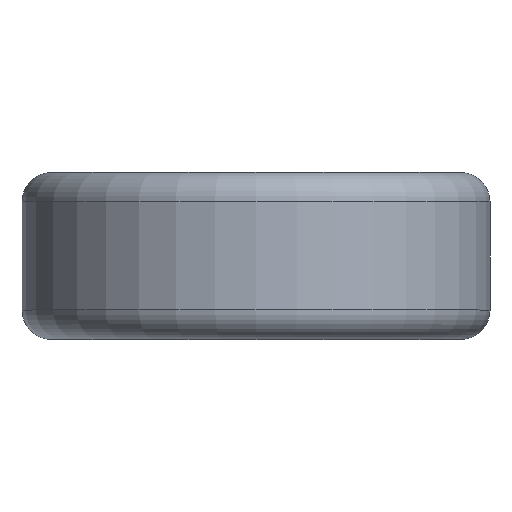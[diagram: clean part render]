
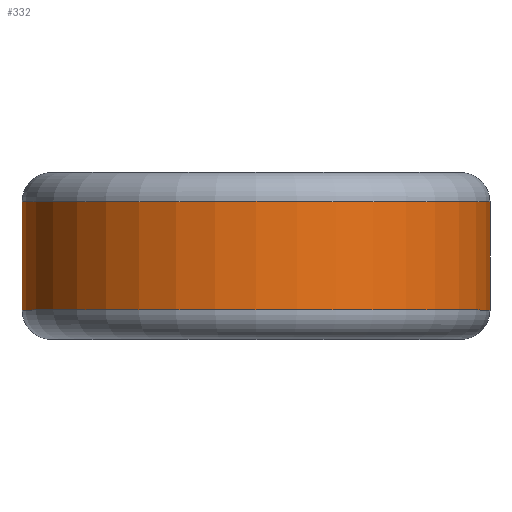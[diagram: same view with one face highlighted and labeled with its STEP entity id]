
A CAD part, top view. The second image highlights one B-rep face of the part: STEP entity #332.
In plain terms, the highlighted cylindrical face has radius 8 mm (diameter 16 mm), a full revolution.
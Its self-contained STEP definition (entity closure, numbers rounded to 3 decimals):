
#53=LINE('',#544,#60);
#60=VECTOR('',#437,8.);
#67=CYLINDRICAL_SURFACE('',#377,8.);
#79=FACE_OUTER_BOUND('',#102,.T.);
#102=EDGE_LOOP('',(#235,#236,#237,#238,#239));
#128=CIRCLE('',#376,8.);
#129=CIRCLE('',#378,8.);
#130=CIRCLE('',#379,8.);
#153=VERTEX_POINT('',#539);
#154=VERTEX_POINT('',#543);
#155=VERTEX_POINT('',#545);
#186=EDGE_CURVE('',#153,#153,#128,.T.);
#187=EDGE_CURVE('',#153,#154,#53,.T.);
#188=EDGE_CURVE('',#155,#154,#129,.T.);
#189=EDGE_CURVE('',#154,#155,#130,.T.);
#235=ORIENTED_EDGE('',*,*,#186,.F.);
#236=ORIENTED_EDGE('',*,*,#187,.T.);
#237=ORIENTED_EDGE('',*,*,#188,.F.);
#238=ORIENTED_EDGE('',*,*,#189,.F.);
#239=ORIENTED_EDGE('',*,*,#187,.F.);
#332=ADVANCED_FACE('',(#79),#67,.T.);
#376=AXIS2_PLACEMENT_3D('',#541,#433,#434);
#377=AXIS2_PLACEMENT_3D('',#542,#435,#436);
#378=AXIS2_PLACEMENT_3D('',#546,#438,#439);
#379=AXIS2_PLACEMENT_3D('',#547,#440,#441);
#433=DIRECTION('center_axis',(0.,0.,1.));
#434=DIRECTION('ref_axis',(1.,0.,0.));
#435=DIRECTION('center_axis',(0.,0.,1.));
#436=DIRECTION('ref_axis',(1.,0.,0.));
#437=DIRECTION('',(0.,0.,-1.));
#438=DIRECTION('center_axis',(0.,0.,-1.));
#439=DIRECTION('ref_axis',(1.,0.,0.));
#440=DIRECTION('center_axis',(0.,0.,-1.));
#441=DIRECTION('ref_axis',(1.,0.,0.));
#539=CARTESIAN_POINT('',(-8.,0.,1.85));
#541=CARTESIAN_POINT('Origin',(0.,0.,1.85));
#542=CARTESIAN_POINT('Origin',(0.,0.,0.));
#543=CARTESIAN_POINT('',(-8.,0.,-1.85));
#544=CARTESIAN_POINT('',(-8.,0.,0.));
#545=CARTESIAN_POINT('',(8.,0.,-1.85));
#546=CARTESIAN_POINT('Origin',(0.,0.,-1.85));
#547=CARTESIAN_POINT('Origin',(0.,0.,-1.85));
